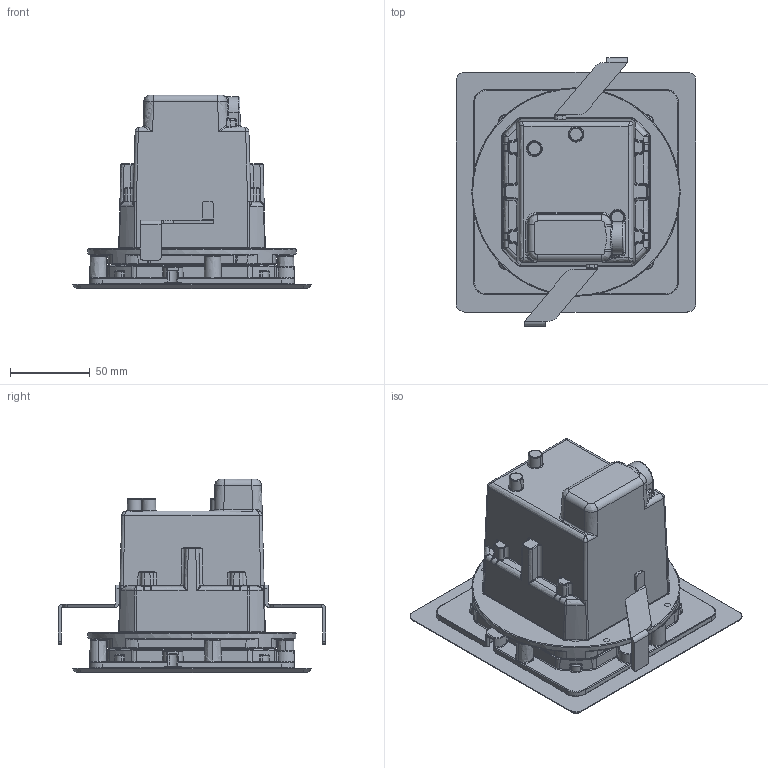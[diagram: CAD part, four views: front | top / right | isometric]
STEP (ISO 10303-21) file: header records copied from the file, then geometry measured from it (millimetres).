
FILE_DESCRIPTION(/* description */ (''),/* implementation_level */ '2;1');
FILE_NAME(/* name */ 'T406450_EGO 150 DL QUADRO',/* time_stamp */ '2018-02-02T10:38:29+01:00',/* author */ (''),/* organization */ (''),/* preprocessor_version */ 'ST-DEVELOPER v15',/* originating_system */ '',/* authorisation */ '');
FILE_SCHEMA (('CONFIG_CONTROL_DESIGN'));
Length unit declared in the file: millimetre
Products named in the file (1): Document
Bounding box: 150 x 167.53 x 121.22 mm (x, y, z)
Volume: 112940.1 mm3; surface area: 152799.4 mm2
Topology: 7 solids, 9 shells, 1269 faces, 3053 edges, 1743 vertices
Faces by surface type: bspline 1011, plane 258
Entity records: 55958 total; most frequent: CARTESIAN_POINT 39297, ORIENTED_EDGE 5991, EDGE_CURVE 3005, VERTEX_POINT 1743, EDGE_LOOP 1293, ADVANCED_FACE 1266, FACE_OUTER_BOUND 1266, B_SPLINE_CURVE_WITH_KNOTS 1183
